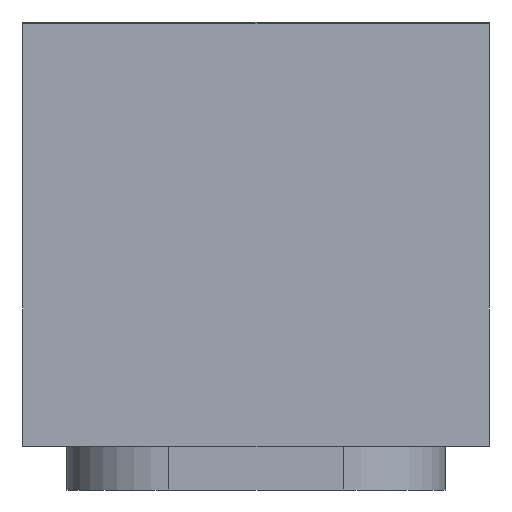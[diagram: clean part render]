
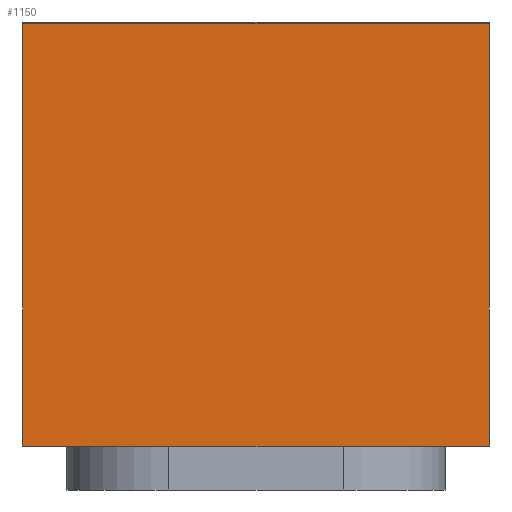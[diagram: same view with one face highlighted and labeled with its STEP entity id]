
A CAD part, left-side view. The second image highlights one B-rep face of the part: STEP entity #1150.
In plain terms, the highlighted planar face has unit normal (-1, 0, 0).
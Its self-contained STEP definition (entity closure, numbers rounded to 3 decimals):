
#121=FACE_OUTER_BOUND('',#189,.T.);
#189=EDGE_LOOP('',(#1018,#1019,#1020,#1021));
#339=LINE('',#1954,#439);
#344=LINE('',#1964,#444);
#345=LINE('',#1967,#445);
#346=LINE('',#1968,#446);
#439=VECTOR('',#1616,1.);
#444=VECTOR('',#1625,1.);
#445=VECTOR('',#1628,1.);
#446=VECTOR('',#1629,1.);
#552=VERTEX_POINT('',#1947);
#555=VERTEX_POINT('',#1952);
#558=VERTEX_POINT('',#1962);
#559=VERTEX_POINT('',#1966);
#709=EDGE_CURVE('',#555,#552,#339,.T.);
#714=EDGE_CURVE('',#558,#555,#344,.T.);
#715=EDGE_CURVE('',#558,#559,#345,.T.);
#716=EDGE_CURVE('',#552,#559,#346,.T.);
#1018=ORIENTED_EDGE('',*,*,#715,.T.);
#1019=ORIENTED_EDGE('',*,*,#716,.F.);
#1020=ORIENTED_EDGE('',*,*,#709,.F.);
#1021=ORIENTED_EDGE('',*,*,#714,.F.);
#1082=PLANE('',#1288);
#1150=ADVANCED_FACE('',(#121),#1082,.T.);
#1288=AXIS2_PLACEMENT_3D('',#1965,#1626,#1627);
#1616=DIRECTION('',(0.,1.,0.));
#1625=DIRECTION('',(0.,0.,-1.));
#1626=DIRECTION('center_axis',(-1.,0.,0.));
#1627=DIRECTION('ref_axis',(0.,0.,1.));
#1628=DIRECTION('',(0.,1.,0.));
#1629=DIRECTION('',(0.,0.,1.));
#1947=CARTESIAN_POINT('',(-0.31,0.16,0.03));
#1952=CARTESIAN_POINT('',(-0.31,-0.16,0.03));
#1954=CARTESIAN_POINT('',(-0.31,-0.16,0.03));
#1962=CARTESIAN_POINT('',(-0.31,-0.16,0.32));
#1964=CARTESIAN_POINT('',(-0.31,-0.16,0.05));
#1965=CARTESIAN_POINT('Origin',(-0.31,-0.16,0.05));
#1966=CARTESIAN_POINT('',(-0.31,0.16,0.32));
#1967=CARTESIAN_POINT('',(-0.31,-0.16,0.32));
#1968=CARTESIAN_POINT('',(-0.31,0.16,0.05));
